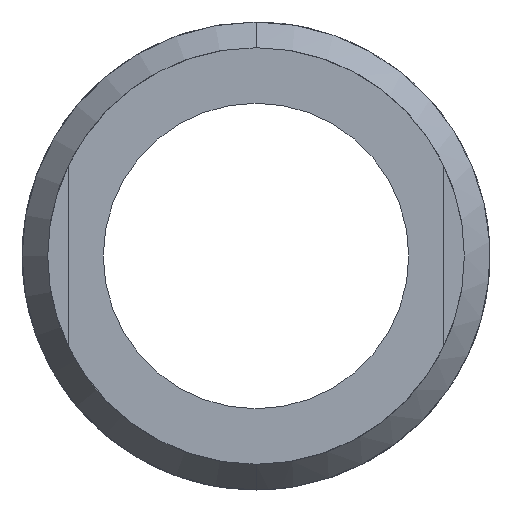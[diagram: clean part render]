
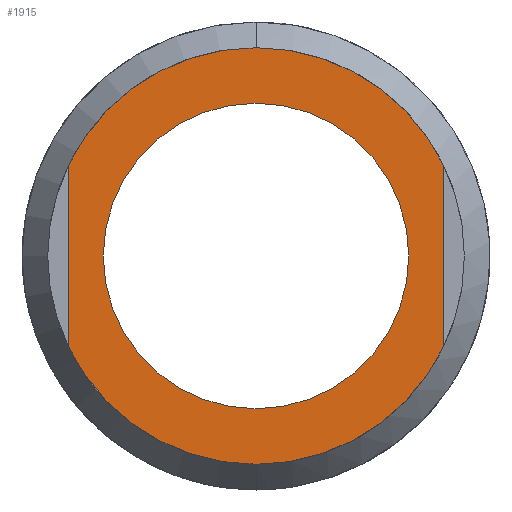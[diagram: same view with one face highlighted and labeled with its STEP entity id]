
A CAD part, left-side view. The second image highlights one B-rep face of the part: STEP entity #1915.
In plain terms, the highlighted planar face has unit normal (-1, 0, 0).
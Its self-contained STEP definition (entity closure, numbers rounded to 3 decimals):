
#21 = EDGE_LOOP ( 'NONE', ( #1718, #766, #1858, #753, #191, #1649 ) ) ;
#23 = DIRECTION ( 'NONE',  ( 0., 0., 1. ) ) ;
#28 = CARTESIAN_POINT ( 'NONE',  ( -24., -13.5, -6.538 ) ) ;
#113 = VECTOR ( 'NONE', #1736, 1000. ) ;
#131 = CIRCLE ( 'NONE', #1616, 15. ) ;
#174 = CARTESIAN_POINT ( 'NONE',  ( -24., 0., 0. ) ) ;
#191 = ORIENTED_EDGE ( 'NONE', *, *, #1309, .T. ) ;
#196 = EDGE_CURVE ( 'NONE', #2303, #570, #970, .T. ) ;
#215 = CARTESIAN_POINT ( 'NONE',  ( -24., 0., -11. ) ) ;
#238 = LINE ( 'NONE', #1961, #1017 ) ;
#331 = ORIENTED_EDGE ( 'NONE', *, *, #1950, .F. ) ;
#340 = AXIS2_PLACEMENT_3D ( 'NONE', #174, #1845, #2475 ) ;
#345 = EDGE_CURVE ( 'NONE', #1994, #596, #131, .T. ) ;
#353 = CARTESIAN_POINT ( 'NONE',  ( -24., 13.5, -6.538 ) ) ;
#374 = ORIENTED_EDGE ( 'NONE', *, *, #196, .F. ) ;
#414 = DIRECTION ( 'NONE',  ( -1., 0., 0. ) ) ;
#430 = DIRECTION ( 'NONE',  ( 0., 0., 1. ) ) ;
#470 = CARTESIAN_POINT ( 'NONE',  ( -24., 0., 0. ) ) ;
#476 = CIRCLE ( 'NONE', #2547, 15. ) ;
#484 = CARTESIAN_POINT ( 'NONE',  ( -24., 0., 0. ) ) ;
#489 = FACE_OUTER_BOUND ( 'NONE', #21, .T. ) ;
#570 = VERTEX_POINT ( 'NONE', #215 ) ;
#596 = VERTEX_POINT ( 'NONE', #28 ) ;
#640 = CARTESIAN_POINT ( 'NONE',  ( -24., 0., 0. ) ) ;
#681 = DIRECTION ( 'NONE',  ( 0., 0., 1. ) ) ;
#753 = ORIENTED_EDGE ( 'NONE', *, *, #1401, .F. ) ;
#766 = ORIENTED_EDGE ( 'NONE', *, *, #2533, .T. ) ;
#795 = VERTEX_POINT ( 'NONE', #353 ) ;
#833 = CIRCLE ( 'NONE', #340, 11. ) ;
#839 = AXIS2_PLACEMENT_3D ( 'NONE', #640, #2360, #430 ) ;
#886 = CARTESIAN_POINT ( 'NONE',  ( -24., 0., 0. ) ) ;
#940 = DIRECTION ( 'NONE',  ( 0., 0., -1. ) ) ;
#970 = CIRCLE ( 'NONE', #839, 11. ) ;
#1017 = VECTOR ( 'NONE', #23, 1000. ) ;
#1023 = VERTEX_POINT ( 'NONE', #2464 ) ;
#1083 = AXIS2_PLACEMENT_3D ( 'NONE', #470, #414, #2557 ) ;
#1192 = CARTESIAN_POINT ( 'NONE',  ( -24., 0., -15. ) ) ;
#1278 = EDGE_CURVE ( 'NONE', #596, #1615, #238, .T. ) ;
#1284 = CARTESIAN_POINT ( 'NONE',  ( -24., 13.5, -17.396 ) ) ;
#1309 = EDGE_CURVE ( 'NONE', #795, #1994, #2598, .T. ) ;
#1347 = CARTESIAN_POINT ( 'NONE',  ( -24., 0., 11. ) ) ;
#1349 = CARTESIAN_POINT ( 'NONE',  ( -24., 11., 0. ) ) ;
#1362 = DIRECTION ( 'NONE',  ( 1., 0., 0. ) ) ;
#1376 = AXIS2_PLACEMENT_3D ( 'NONE', #886, #2171, #2559 ) ;
#1401 = EDGE_CURVE ( 'NONE', #795, #1746, #2581, .T. ) ;
#1535 = EDGE_CURVE ( 'NONE', #1023, #1746, #476, .T. ) ;
#1540 = CARTESIAN_POINT ( 'NONE',  ( -24., 0., 0. ) ) ;
#1553 = DIRECTION ( 'NONE',  ( -1., 0., 0. ) ) ;
#1562 = FACE_BOUND ( 'NONE', #2337, .T. ) ;
#1615 = VERTEX_POINT ( 'NONE', #2211 ) ;
#1616 = AXIS2_PLACEMENT_3D ( 'NONE', #484, #2218, #681 ) ;
#1649 = ORIENTED_EDGE ( 'NONE', *, *, #345, .T. ) ;
#1665 = CARTESIAN_POINT ( 'NONE',  ( -24., 13.5, 6.538 ) ) ;
#1718 = ORIENTED_EDGE ( 'NONE', *, *, #1278, .T. ) ;
#1736 = DIRECTION ( 'NONE',  ( 0., 0., 1. ) ) ;
#1746 = VERTEX_POINT ( 'NONE', #1665 ) ;
#1845 = DIRECTION ( 'NONE',  ( -1., 0., 0. ) ) ;
#1858 = ORIENTED_EDGE ( 'NONE', *, *, #1535, .T. ) ;
#1915 = ADVANCED_FACE ( 'NONE', ( #1562, #489 ), #2009, .F. ) ;
#1946 = CIRCLE ( 'NONE', #1083, 15. ) ;
#1950 = EDGE_CURVE ( 'NONE', #570, #2303, #833, .T. ) ;
#1961 = CARTESIAN_POINT ( 'NONE',  ( -24., -13.5, -17.396 ) ) ;
#1994 = VERTEX_POINT ( 'NONE', #1192 ) ;
#2009 = PLANE ( 'NONE',  #2186 ) ;
#2171 = DIRECTION ( 'NONE',  ( -1., 0., 0. ) ) ;
#2186 = AXIS2_PLACEMENT_3D ( 'NONE', #1349, #1362, #940 ) ;
#2211 = CARTESIAN_POINT ( 'NONE',  ( -24., -13.5, 6.538 ) ) ;
#2218 = DIRECTION ( 'NONE',  ( -1., 0., 0. ) ) ;
#2303 = VERTEX_POINT ( 'NONE', #1347 ) ;
#2337 = EDGE_LOOP ( 'NONE', ( #374, #331 ) ) ;
#2360 = DIRECTION ( 'NONE',  ( -1., 0., 0. ) ) ;
#2464 = CARTESIAN_POINT ( 'NONE',  ( -24., 0., 15. ) ) ;
#2475 = DIRECTION ( 'NONE',  ( 0., 0., 1. ) ) ;
#2533 = EDGE_CURVE ( 'NONE', #1615, #1023, #1946, .T. ) ;
#2547 = AXIS2_PLACEMENT_3D ( 'NONE', #1540, #1553, #2637 ) ;
#2557 = DIRECTION ( 'NONE',  ( 0., 0., 1. ) ) ;
#2559 = DIRECTION ( 'NONE',  ( 0., 0., 1. ) ) ;
#2581 = LINE ( 'NONE', #1284, #113 ) ;
#2598 = CIRCLE ( 'NONE', #1376, 15. ) ;
#2637 = DIRECTION ( 'NONE',  ( 0., 0., 1. ) ) ;
